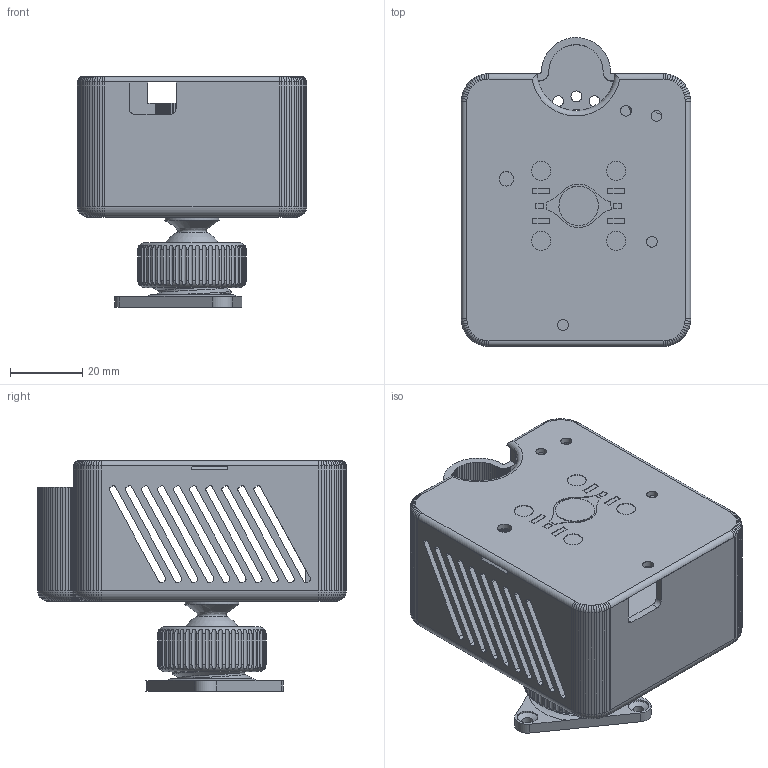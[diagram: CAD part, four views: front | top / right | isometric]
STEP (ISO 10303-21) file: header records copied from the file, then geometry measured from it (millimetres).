
FILE_DESCRIPTION(/* description */ ('','CAx-IF Rec.Pracs.---Representation and Presentation of Product Manufacturing Information (PMI)---4.0---2014-10-13'),/* implementation_level */ '2;1');
FILE_NAME(/* name */ 'AIOsense.0-rc1 case.step',/* time_stamp */ '2025-01-26T14:53:46+11:00',/* author */ (''),/* organization */ (''),/* preprocessor_version */ 'ST-DEVELOPER v20',/* originating_system */ 'Autodesk Translation Framework v13.20.0.188',/* authorisation */ '');
FILE_SCHEMA (('AP242_MANAGED_MODEL_BASED_3D_ENGINEERING_MIM_LF { 1 0 10303 442 1 1 4 }'));
Length unit declared in the file: millimetre
Products named in the file (5): AIOsense v3.0-rc1 case; ball_mount; Ball; Bottom; Lid
Assembly tree (4 placements, depth 3):
  AIOsense v3.0-rc1 case
    ball_mount
      Ball
    Bottom
    Lid
Bounding box: 63.4 x 85.4 x 63.82 mm (x, y, z)
Volume: 47164 mm3; surface area: 46775.6 mm2
Topology: 5 solids, 5 shells, 1057 faces, 2876 edges, 1853 vertices
Faces by surface type: plane 528, cylinder 479, bspline 32, cone 10, torus 5, sphere 3
Full cylindrical faces by diameter (mm): 3 x26, 3.2 x3, 3.25 x3, 4 x1, 4.25 x4, 5.251 x4, 5.7 x4, 14.933 x1, 18.337 x1, 19.302 x1, 21.765 x2, 22.639 x2
Entity records: 41036 total; most frequent: CARTESIAN_POINT 14062, ORIENTED_EDGE 5750, DIRECTION 5373, EDGE_CURVE 2875, LINE 2029, VECTOR 2029, VERTEX_POINT 1853, AXIS2_PLACEMENT_3D 1672
